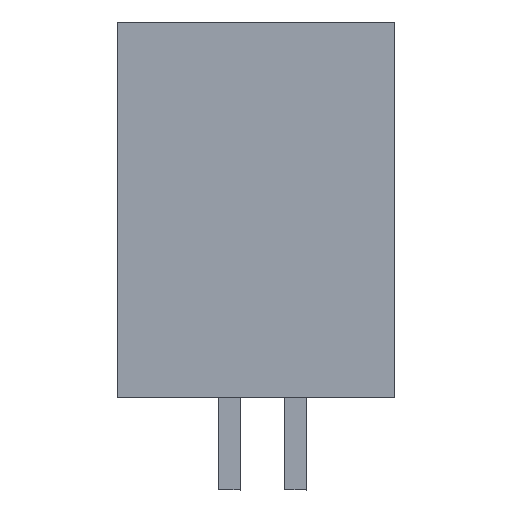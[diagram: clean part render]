
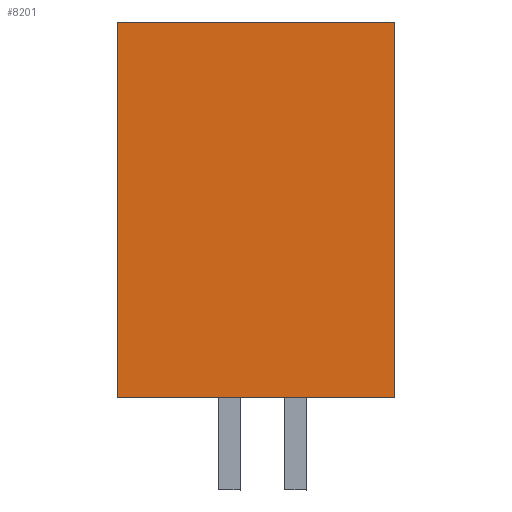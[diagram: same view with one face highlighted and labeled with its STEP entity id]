
A CAD part, left-side view. The second image highlights one B-rep face of the part: STEP entity #8201.
In plain terms, the highlighted planar face has unit normal (-1, 0, 0).
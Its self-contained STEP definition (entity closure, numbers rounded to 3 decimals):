
#8193=AXIS2_PLACEMENT_3D('Plane Axis2P3D',#8190,#8191,#8192) ;
#412=CARTESIAN_POINT('Vertex',(0.,10.5,17.7)) ;
#415=CARTESIAN_POINT('Line Origine',(0.,5.25,17.7)) ;
#419=CARTESIAN_POINT('Vertex',(0.,0.,17.7)) ;
#706=CARTESIAN_POINT('Line Origine',(0.,0.,10.6)) ;
#710=CARTESIAN_POINT('Vertex',(0.,0.,3.5)) ;
#3199=CARTESIAN_POINT('Line Origine',(0.,5.25,3.5)) ;
#3203=CARTESIAN_POINT('Vertex',(0.,10.5,3.5)) ;
#4885=CARTESIAN_POINT('Line Origine',(0.,10.5,10.6)) ;
#8190=CARTESIAN_POINT('Axis2P3D Location',(0.,10.5,0.)) ;
#416=DIRECTION('Vector Direction',(0.,-1.,0.)) ;
#707=DIRECTION('Vector Direction',(0.,0.,1.)) ;
#3200=DIRECTION('Vector Direction',(0.,-1.,0.)) ;
#4886=DIRECTION('Vector Direction',(0.,0.,1.)) ;
#8191=DIRECTION('Axis2P3D Direction',(-1.,0.,0.)) ;
#8192=DIRECTION('Axis2P3D XDirection',(0.,-1.,0.)) ;
#417=VECTOR('Line Direction',#416,1.) ;
#708=VECTOR('Line Direction',#707,1.) ;
#3201=VECTOR('Line Direction',#3200,1.) ;
#4887=VECTOR('Line Direction',#4886,1.) ;
#8196=ORIENTED_EDGE('',*,*,#4889,.T.) ;
#8197=ORIENTED_EDGE('',*,*,#3205,.T.) ;
#8198=ORIENTED_EDGE('',*,*,#712,.T.) ;
#8199=ORIENTED_EDGE('',*,*,#421,.T.) ;
#8201=ADVANCED_FACE('HOUSING',(#8200),#8194,.T.) ;
#421=EDGE_CURVE('',#420,#413,#418,.F.) ;
#712=EDGE_CURVE('',#711,#420,#709,.T.) ;
#3205=EDGE_CURVE('',#3204,#711,#3202,.T.) ;
#4889=EDGE_CURVE('',#413,#3204,#4888,.F.) ;
#8195=EDGE_LOOP('',(#8196,#8197,#8198,#8199)) ;
#8200=FACE_OUTER_BOUND('',#8195,.T.) ;
#418=LINE('Line',#415,#417) ;
#709=LINE('Line',#706,#708) ;
#3202=LINE('Line',#3199,#3201) ;
#4888=LINE('Line',#4885,#4887) ;
#8194=PLANE('',#8193) ;
#413=VERTEX_POINT('',#412) ;
#420=VERTEX_POINT('',#419) ;
#711=VERTEX_POINT('',#710) ;
#3204=VERTEX_POINT('',#3203) ;
